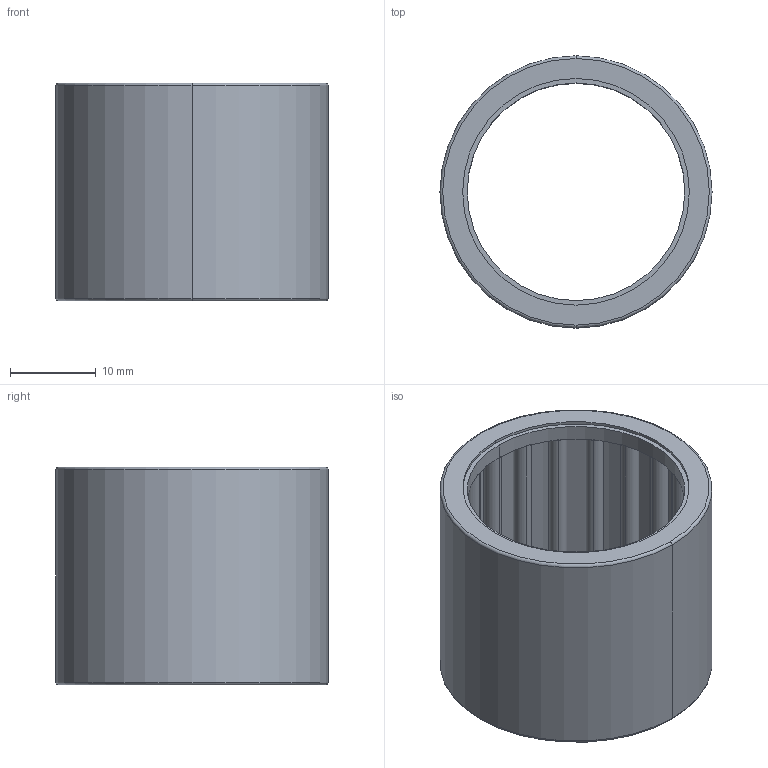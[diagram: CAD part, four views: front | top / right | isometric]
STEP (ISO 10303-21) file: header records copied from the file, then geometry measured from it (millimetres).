
FILE_DESCRIPTION (( 'STEP AP203' ), '1' );
FILE_NAME ('Bearing B1616.STEP', '2019-10-20T06:15:47', ( '' ), ( '' ), 'SwSTEP 2.0', 'SolidWorks 2019', '' );
FILE_SCHEMA (( 'CONFIG_CONTROL_DESIGN' ));
Length unit declared in the file: inch
Products named in the file (1): Bearing B1616
Bounding box: 31.75 x 31.75 x 25.4 mm (x, y, z)
Volume: 4537.8 mm3; surface area: 10805.7 mm2
Topology: 43 solids, 43 shells, 228 faces, 416 edges, 276 vertices
Faces by surface type: cylinder 136, plane 88, torus 4
Entity records: 5835 total; most frequent: DIRECTION 1154, CARTESIAN_POINT 921, ORIENTED_EDGE 832, AXIS2_PLACEMENT_3D 509, EDGE_CURVE 416, CIRCLE 280, VERTEX_POINT 276, EDGE_LOOP 276
